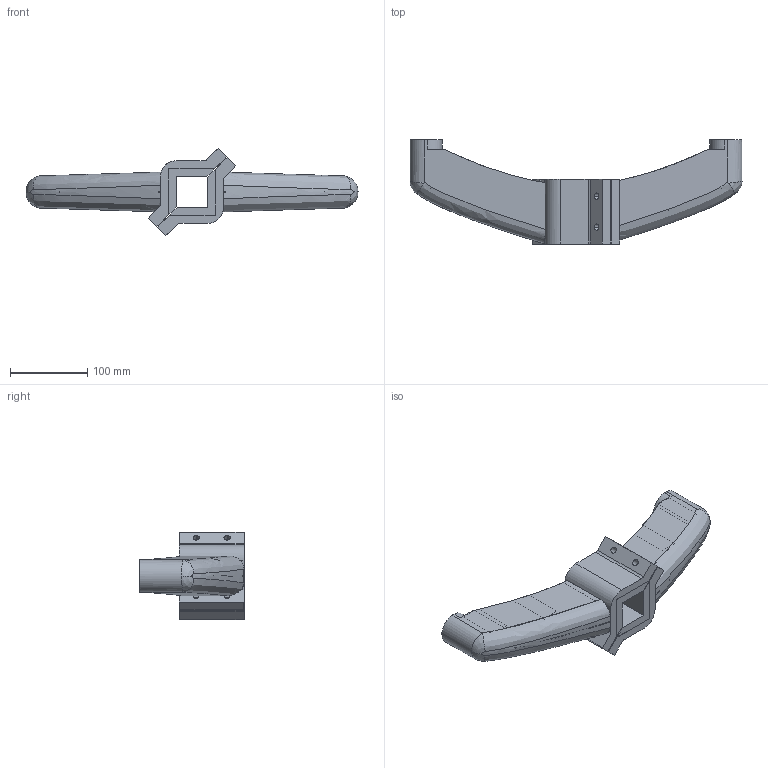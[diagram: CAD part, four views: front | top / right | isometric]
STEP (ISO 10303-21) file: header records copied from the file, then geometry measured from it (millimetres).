
FILE_DESCRIPTION (( 'STEP AP214' ), '1' );
FILE_NAME ('Rexnord-S0611 -616082.STEP', '2023-08-01T08:17:31', ( '' ), ( '' ), 'SwSTEP 2.0', 'SolidWorks 2022', '' );
FILE_SCHEMA (( 'AUTOMOTIVE_DESIGN' ));
Length unit declared in the file: millimetre
Products named in the file (2): Rexnord-S0611 -616082; Rexnord-S0611 -616082_OPEN_616082
Assembly tree (1 placements, depth 2):
  Rexnord-S0611 -616082
    Rexnord-S0611 -616082_OPEN_616082
Bounding box: 430 x 135 x 112.92 mm (x, y, z)
Surface area: 309744.6 mm2 (no closed solid volume)
Topology: 0 solids, 8 shells, 166 faces, 700 edges, 490 vertices
Faces by surface type: plane 126, cylinder 22, bspline 14, torus 4
Entity records: 15683 total; most frequent: CARTESIAN_POINT 9084, ORIENTED_EDGE 1130, EDGE_CURVE 700, DIRECTION 660, VERTEX_POINT 490, B_SPLINE_CURVE_WITH_KNOTS 358, VECTOR 330, LINE 330
